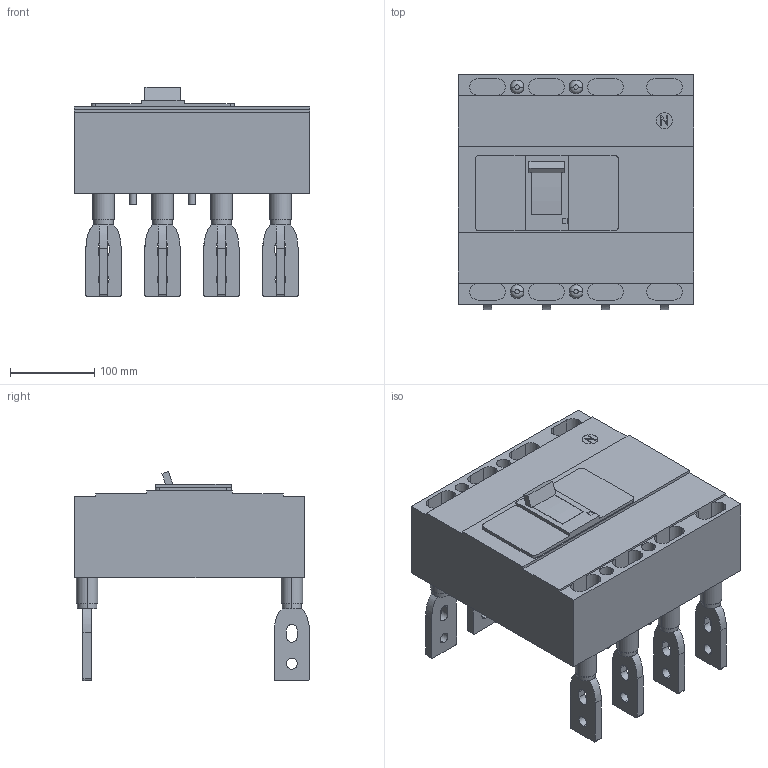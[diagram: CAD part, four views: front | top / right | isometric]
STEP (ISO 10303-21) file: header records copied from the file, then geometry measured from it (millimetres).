
FILE_DESCRIPTION (( 'STEP AP214' ), '1' );
FILE_NAME ('俽俇俁侽俶俥係俼.STEP', '2023-02-24T10:49:28', ( 'CAD' ), ( '' ), 'SwSTEP 2.0', 'SolidWorks 2015', '' );
FILE_SCHEMA (( 'AUTOMOTIVE_DESIGN' ));
Length unit declared in the file: millimetre
Products named in the file (1): 俽俇俁侽俶俥係俼
Bounding box: 280 x 279 x 248.18 mm (x, y, z)
Volume: 7677357.6 mm3; surface area: 447766.1 mm2
Topology: 5 solids, 5 shells, 367 faces, 928 edges, 600 vertices
Faces by surface type: plane 192, cylinder 151, bspline 16, torus 8
Entity records: 16859 total; most frequent: CARTESIAN_POINT 3648, DIRECTION 1934, ORIENTED_EDGE 1856, EDGE_CURVE 928, AXIS2_PLACEMENT_3D 702, VERTEX_POINT 600, LINE 530, VECTOR 530
